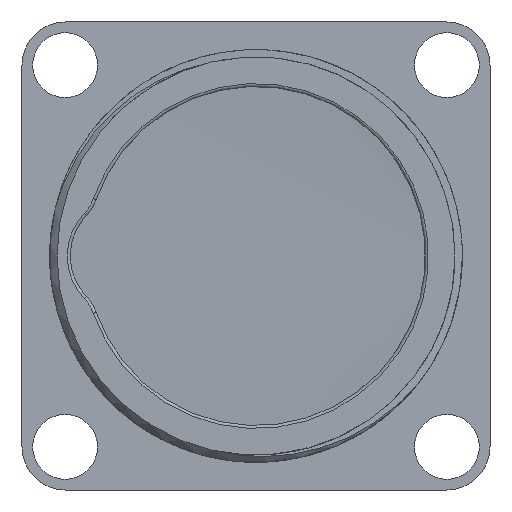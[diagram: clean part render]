
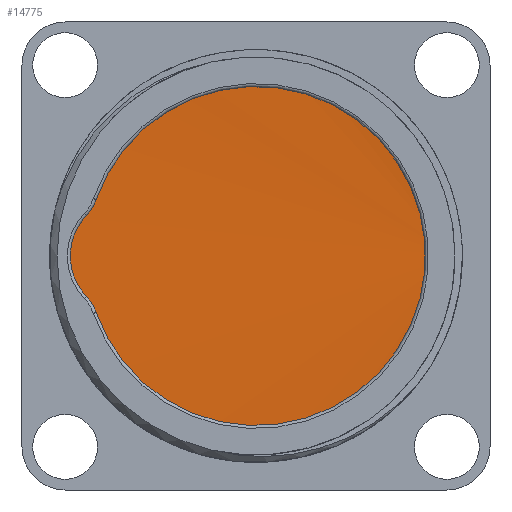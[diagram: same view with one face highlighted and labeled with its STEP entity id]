
A CAD part, left-side view. The second image highlights one B-rep face of the part: STEP entity #14775.
In plain terms, the highlighted cylindrical face has radius 13.5 mm (diameter 27 mm), a full revolution.
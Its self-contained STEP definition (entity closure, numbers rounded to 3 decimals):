
#956=CIRCLE('',#15801,13.5);
#1832=FACE_OUTER_BOUND('',#2714,.T.);
#2714=EDGE_LOOP('',(#9603,#9604,#9605,#9606));
#3603=B_SPLINE_CURVE_WITH_KNOTS('',3,(#23060,#23061,#23062,#23063,#23064,
#23065,#23066,#23067,#23068,#23069,#23070,#23071,#23072),.UNSPECIFIED.,
 .F.,.F.,(4,1,1,1,1,1,1,1,1,1,4),(4.937,5.42,5.903,
6.386,6.869,7.352,7.835,8.318,
8.801,9.285,9.425),.UNSPECIFIED.);
#3859=LINE('',#21766,#4729);
#3865=LINE('',#21870,#4735);
#4729=VECTOR('',#17350,13.5);
#4735=VECTOR('',#17372,13.5);
#5599=VERTEX_POINT('',#21764);
#5600=VERTEX_POINT('',#21765);
#5608=VERTEX_POINT('',#21869);
#5671=VERTEX_POINT('',#22281);
#6987=EDGE_CURVE('',#5599,#5600,#3859,.T.);
#7001=EDGE_CURVE('',#5608,#5599,#3865,.T.);
#7211=EDGE_CURVE('',#5671,#5608,#956,.T.);
#7225=EDGE_CURVE('',#5671,#5600,#3603,.T.);
#9603=ORIENTED_EDGE('',*,*,#6987,.T.);
#9604=ORIENTED_EDGE('',*,*,#7225,.F.);
#9605=ORIENTED_EDGE('',*,*,#7211,.T.);
#9606=ORIENTED_EDGE('',*,*,#7001,.T.);
#13590=CYLINDRICAL_SURFACE('',#15819,13.5);
#14775=ADVANCED_FACE('',(#1832),#13590,.T.);
#15801=AXIS2_PLACEMENT_3D('',#22666,#17853,#17854);
#15819=AXIS2_PLACEMENT_3D('',#23073,#17890,#17891);
#17350=DIRECTION('',(1.,0.,0.));
#17372=DIRECTION('',(1.,0.,0.));
#17853=DIRECTION('center_axis',(1.,0.,0.));
#17854=DIRECTION('ref_axis',(0.,-1.,0.));
#17890=DIRECTION('center_axis',(1.,0.,0.));
#17891=DIRECTION('ref_axis',(0.,1.,0.));
#21764=CARTESIAN_POINT('',(0.8,-13.5,0.));
#21765=CARTESIAN_POINT('',(2.,-13.5,0.));
#21766=CARTESIAN_POINT('',(-0.6,-13.5,0.));
#21869=CARTESIAN_POINT('',(0.,-13.5,0.));
#21870=CARTESIAN_POINT('',(-0.6,-13.5,0.));
#22281=CARTESIAN_POINT('',(0.,3.004,13.162));
#22666=CARTESIAN_POINT('Origin',(0.,0.,0.));
#23060=CARTESIAN_POINT('Ctrl Pts',(0.,3.004,
13.162));
#23061=CARTESIAN_POINT('Ctrl Pts',(0.072,5.123,
12.678));
#23062=CARTESIAN_POINT('Ctrl Pts',(0.215,9.122,10.668));
#23063=CARTESIAN_POINT('Ctrl Pts',(0.431,13.034,5.209));
#23064=CARTESIAN_POINT('Ctrl Pts',(0.646,13.962,-1.441));
#23065=CARTESIAN_POINT('Ctrl Pts',(0.861,11.695,-7.762));
#23066=CARTESIAN_POINT('Ctrl Pts',(1.076,6.751,-12.306));
#23067=CARTESIAN_POINT('Ctrl Pts',(1.292,0.262,-14.034));
#23068=CARTESIAN_POINT('Ctrl Pts',(1.507,-6.287,-12.55));
#23069=CARTESIAN_POINT('Ctrl Pts',(1.722,-11.397,-8.194));
#23070=CARTESIAN_POINT('Ctrl Pts',(1.887,-13.307,-3.436));
#23071=CARTESIAN_POINT('Ctrl Pts',(1.979,-13.5,-0.631));
#23072=CARTESIAN_POINT('Ctrl Pts',(2.,-13.5,0.));
#23073=CARTESIAN_POINT('Origin',(-0.6,0.,0.));
